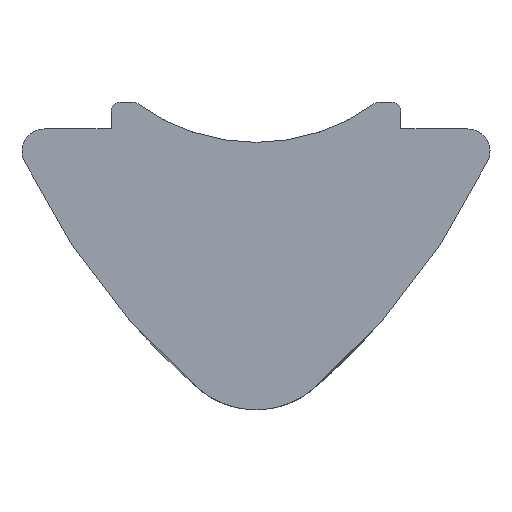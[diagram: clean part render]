
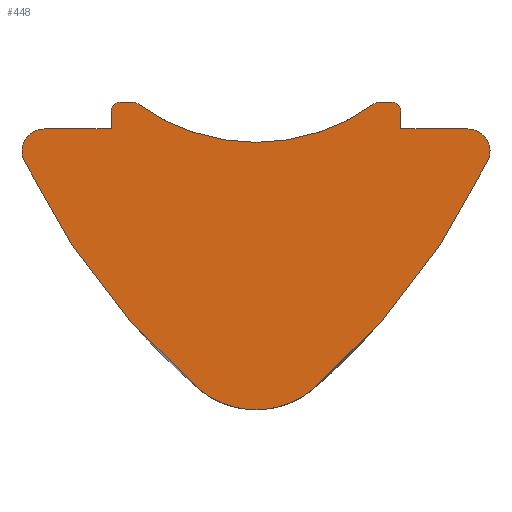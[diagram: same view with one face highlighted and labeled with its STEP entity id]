
A CAD part, front view. The second image highlights one B-rep face of the part: STEP entity #448.
In plain terms, the highlighted planar face has unit normal (0, -1, 0).
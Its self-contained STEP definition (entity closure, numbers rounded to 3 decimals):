
#17=PLANE('',#506);
#25=CIRCLE('',#482,16.);
#27=CIRCLE('',#485,2.);
#30=CIRCLE('',#490,16.);
#31=CIRCLE('',#492,4.5);
#33=CIRCLE('',#495,0.2);
#35=CIRCLE('',#499,0.2);
#41=CIRCLE('',#507,0.5);
#42=CIRCLE('',#508,0.5);
#43=CIRCLE('',#509,0.2);
#44=CIRCLE('',#510,0.2);
#56=FACE_OUTER_BOUND('',#80,.T.);
#80=EDGE_LOOP('',(#367,#368,#369,#370,#371,#372,#373,#374,#375,#376,#377,
#378,#379,#380,#381,#382));
#104=LINE('',#883,#138);
#113=LINE('',#912,#147);
#114=LINE('',#914,#148);
#115=LINE('',#919,#149);
#116=LINE('',#921,#150);
#117=LINE('',#925,#151);
#138=VECTOR('',#574,1000.);
#147=VECTOR('',#601,1000.);
#148=VECTOR('',#602,1000.);
#149=VECTOR('',#607,1000.);
#150=VECTOR('',#608,1000.);
#151=VECTOR('',#611,1000.);
#187=VERTEX_POINT('',#841);
#188=VERTEX_POINT('',#843);
#191=VERTEX_POINT('',#852);
#194=VERTEX_POINT('',#863);
#195=VERTEX_POINT('',#867);
#196=VERTEX_POINT('',#868);
#199=VERTEX_POINT('',#876);
#201=VERTEX_POINT('',#882);
#203=VERTEX_POINT('',#888);
#212=VERTEX_POINT('',#911);
#213=VERTEX_POINT('',#913);
#214=VERTEX_POINT('',#916);
#215=VERTEX_POINT('',#918);
#216=VERTEX_POINT('',#920);
#217=VERTEX_POINT('',#922);
#218=VERTEX_POINT('',#924);
#236=EDGE_CURVE('',#187,#188,#25,.T.);
#242=EDGE_CURVE('',#191,#187,#27,.T.);
#248=EDGE_CURVE('',#194,#191,#30,.T.);
#249=EDGE_CURVE('',#195,#196,#31,.T.);
#253=EDGE_CURVE('',#199,#196,#33,.T.);
#256=EDGE_CURVE('',#201,#199,#104,.T.);
#259=EDGE_CURVE('',#203,#201,#35,.T.);
#271=EDGE_CURVE('',#212,#203,#113,.T.);
#272=EDGE_CURVE('',#213,#212,#114,.T.);
#273=EDGE_CURVE('',#188,#213,#41,.T.);
#274=EDGE_CURVE('',#214,#194,#42,.T.);
#275=EDGE_CURVE('',#215,#214,#115,.T.);
#276=EDGE_CURVE('',#216,#215,#116,.T.);
#277=EDGE_CURVE('',#217,#216,#43,.T.);
#278=EDGE_CURVE('',#218,#217,#117,.T.);
#279=EDGE_CURVE('',#195,#218,#44,.T.);
#367=ORIENTED_EDGE('',*,*,#259,.F.);
#368=ORIENTED_EDGE('',*,*,#271,.F.);
#369=ORIENTED_EDGE('',*,*,#272,.F.);
#370=ORIENTED_EDGE('',*,*,#273,.F.);
#371=ORIENTED_EDGE('',*,*,#236,.F.);
#372=ORIENTED_EDGE('',*,*,#242,.F.);
#373=ORIENTED_EDGE('',*,*,#248,.F.);
#374=ORIENTED_EDGE('',*,*,#274,.F.);
#375=ORIENTED_EDGE('',*,*,#275,.F.);
#376=ORIENTED_EDGE('',*,*,#276,.F.);
#377=ORIENTED_EDGE('',*,*,#277,.F.);
#378=ORIENTED_EDGE('',*,*,#278,.F.);
#379=ORIENTED_EDGE('',*,*,#279,.F.);
#380=ORIENTED_EDGE('',*,*,#249,.T.);
#381=ORIENTED_EDGE('',*,*,#253,.F.);
#382=ORIENTED_EDGE('',*,*,#256,.F.);
#448=ADVANCED_FACE('',(#56),#17,.F.);
#482=AXIS2_PLACEMENT_3D('',#844,#532,#533);
#485=AXIS2_PLACEMENT_3D('',#854,#542,#543);
#490=AXIS2_PLACEMENT_3D('',#865,#555,#556);
#492=AXIS2_PLACEMENT_3D('',#869,#559,#560);
#495=AXIS2_PLACEMENT_3D('',#877,#567,#568);
#499=AXIS2_PLACEMENT_3D('',#889,#579,#580);
#506=AXIS2_PLACEMENT_3D('',#910,#599,#600);
#507=AXIS2_PLACEMENT_3D('',#915,#603,#604);
#508=AXIS2_PLACEMENT_3D('',#917,#605,#606);
#509=AXIS2_PLACEMENT_3D('',#923,#609,#610);
#510=AXIS2_PLACEMENT_3D('',#926,#612,#613);
#532=DIRECTION('center_axis',(0.,1.,0.));
#533=DIRECTION('ref_axis',(0.,0.,-1.));
#542=DIRECTION('center_axis',(0.,1.,0.));
#543=DIRECTION('ref_axis',(0.,0.,-1.));
#555=DIRECTION('center_axis',(0.,1.,0.));
#556=DIRECTION('ref_axis',(0.,0.,-1.));
#559=DIRECTION('center_axis',(0.,1.,0.));
#560=DIRECTION('ref_axis',(0.,0.,-1.));
#567=DIRECTION('center_axis',(0.,1.,0.));
#568=DIRECTION('ref_axis',(0.,0.,-1.));
#574=DIRECTION('',(1.,0.,0.));
#579=DIRECTION('center_axis',(0.,1.,0.));
#580=DIRECTION('ref_axis',(0.,0.,-1.));
#599=DIRECTION('center_axis',(0.,1.,0.));
#600=DIRECTION('ref_axis',(0.,0.,-1.));
#601=DIRECTION('',(0.,0.,1.));
#602=DIRECTION('',(1.,0.,0.));
#603=DIRECTION('center_axis',(0.,1.,0.));
#604=DIRECTION('ref_axis',(0.,0.,-1.));
#605=DIRECTION('center_axis',(0.,1.,0.));
#606=DIRECTION('ref_axis',(0.,0.,-1.));
#607=DIRECTION('',(1.,0.,0.));
#608=DIRECTION('',(0.,0.,-1.));
#609=DIRECTION('center_axis',(0.,1.,0.));
#610=DIRECTION('ref_axis',(0.,0.,-1.));
#611=DIRECTION('',(1.,0.,0.));
#612=DIRECTION('center_axis',(0.,1.,0.));
#613=DIRECTION('ref_axis',(0.,0.,-1.));
#841=CARTESIAN_POINT('',(-1.314,-29.,-5.81));
#843=CARTESIAN_POINT('',(-5.203,-29.,-0.718));
#844=CARTESIAN_POINT('Origin',(9.2,-29.,6.25));
#852=CARTESIAN_POINT('',(1.314,-29.,-5.81));
#854=CARTESIAN_POINT('Origin',(0.,-29.,-4.303));
#863=CARTESIAN_POINT('',(5.203,-29.,-0.718));
#865=CARTESIAN_POINT('Origin',(-9.2,-29.,6.25));
#867=CARTESIAN_POINT('',(2.648,-29.,0.562));
#868=CARTESIAN_POINT('',(-2.648,-29.,0.562));
#869=CARTESIAN_POINT('Origin',(0.,-29.,4.2));
#876=CARTESIAN_POINT('',(-2.766,-29.,0.6));
#877=CARTESIAN_POINT('Origin',(-2.766,-29.,0.4));
#882=CARTESIAN_POINT('',(-3.05,-29.,0.6));
#883=CARTESIAN_POINT('',(-3.05,-29.,0.6));
#888=CARTESIAN_POINT('',(-3.25,-29.,0.4));
#889=CARTESIAN_POINT('Origin',(-3.05,-29.,0.4));
#910=CARTESIAN_POINT('Origin',(-3.05,-29.,0.4));
#911=CARTESIAN_POINT('',(-3.25,-29.,0.));
#912=CARTESIAN_POINT('',(-3.25,-29.,0.));
#913=CARTESIAN_POINT('',(-4.753,-29.,0.));
#914=CARTESIAN_POINT('',(-4.753,-29.,0.));
#915=CARTESIAN_POINT('Origin',(-4.753,-29.,-0.5));
#916=CARTESIAN_POINT('',(4.753,-29.,0.));
#917=CARTESIAN_POINT('Origin',(4.753,-29.,-0.5));
#918=CARTESIAN_POINT('',(3.25,-29.,0.));
#919=CARTESIAN_POINT('',(3.25,-29.,0.));
#920=CARTESIAN_POINT('',(3.25,-29.,0.4));
#921=CARTESIAN_POINT('',(3.25,-29.,0.4));
#922=CARTESIAN_POINT('',(3.05,-29.,0.6));
#923=CARTESIAN_POINT('Origin',(3.05,-29.,0.4));
#924=CARTESIAN_POINT('',(2.766,-29.,0.6));
#925=CARTESIAN_POINT('',(2.766,-29.,0.6));
#926=CARTESIAN_POINT('Origin',(2.766,-29.,0.4));
